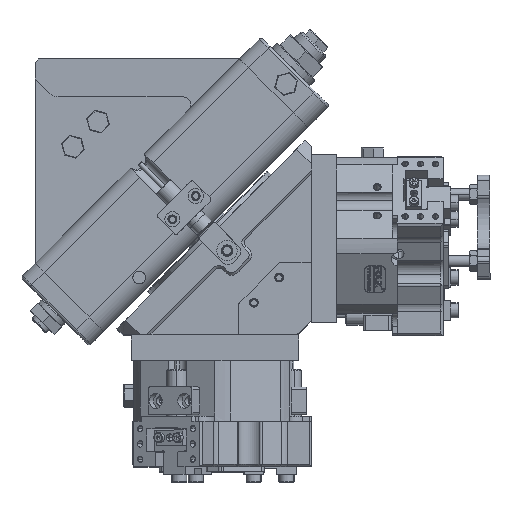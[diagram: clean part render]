
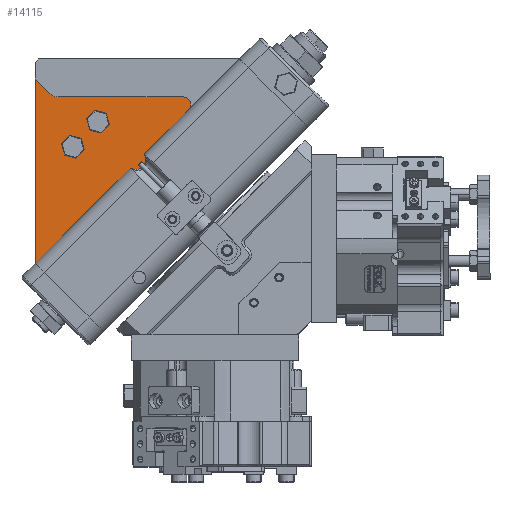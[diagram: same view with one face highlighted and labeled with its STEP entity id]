
A CAD part, top view. The second image highlights one B-rep face of the part: STEP entity #14115.
In plain terms, the highlighted planar face has unit normal (0, 0, 1).
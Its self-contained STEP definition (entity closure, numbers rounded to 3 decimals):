
#2014 = CARTESIAN_POINT ( 'NONE',  ( 58.368, 80., 73. ) ) ;
#2287 = CARTESIAN_POINT ( 'NONE',  ( 5.607, 81.464, 73. ) ) ;
#3392 = EDGE_CURVE ( 'NONE', #54667, #27162, #81430, .T. ) ;
#3455 = EDGE_CURVE ( 'NONE', #54667, #39409, #82524, .T. ) ;
#4334 = EDGE_CURVE ( 'NONE', #87788, #77651, #48300, .T. ) ;
#6770 = DIRECTION ( 'NONE',  ( 0.707, 0.707, 0. ) ) ;
#7566 = FACE_OUTER_BOUND ( 'NONE', #19275, .T. ) ;
#9785 = LINE ( 'NONE', #49103, #19878 ) ;
#10268 = AXIS2_PLACEMENT_3D ( 'NONE', #30966, #74417, #31274 ) ;
#13858 = EDGE_CURVE ( 'NONE', #72873, #16483, #23247, .T. ) ;
#13969 = VERTEX_POINT ( 'NONE', #79512 ) ;
#14115 = ADVANCED_FACE ( 'NONE', ( #7566 ), #31902, .T. ) ;
#15686 = CARTESIAN_POINT ( 'NONE',  ( 0., 14.39, 73. ) ) ;
#15933 = DIRECTION ( 'NONE',  ( 0., 0., -1. ) ) ;
#16483 = VERTEX_POINT ( 'NONE', #93291 ) ;
#18360 = DIRECTION ( 'NONE',  ( 0.707, 0.707, 0. ) ) ;
#19275 = EDGE_LOOP ( 'NONE', ( #89001, #48079, #89210, #67447, #62453, #63338, #47806, #91309, #77768, #42246, #89462 ) ) ;
#19878 = VECTOR ( 'NONE', #41239, 1000. ) ;
#22173 = EDGE_CURVE ( 'NONE', #16483, #13969, #38710, .T. ) ;
#22256 = DIRECTION ( 'NONE',  ( 0.707, 0.707, 0. ) ) ;
#23247 = CIRCLE ( 'NONE', #85613, 0.3 ) ;
#23911 = VECTOR ( 'NONE', #30635, 1000. ) ;
#24366 = DIRECTION ( 'NONE',  ( 0., 0., -1. ) ) ;
#24439 = EDGE_CURVE ( 'NONE', #72873, #77651, #52010, .T. ) ;
#25619 = DIRECTION ( 'NONE',  ( 1., 0., 0. ) ) ;
#26365 = VECTOR ( 'NONE', #43675, 1000. ) ;
#27162 = VERTEX_POINT ( 'NONE', #49005 ) ;
#27866 = CARTESIAN_POINT ( 'NONE',  ( 39.598, 55.402, 73. ) ) ;
#29176 = CARTESIAN_POINT ( 'NONE',  ( 37.619, 51.585, 73. ) ) ;
#29806 = CARTESIAN_POINT ( 'NONE',  ( 58.368, 80., 73. ) ) ;
#30635 = DIRECTION ( 'NONE',  ( 0.707, -0.707, 0. ) ) ;
#30966 = CARTESIAN_POINT ( 'NONE',  ( 58.368, 77., 73. ) ) ;
#31274 = DIRECTION ( 'NONE',  ( 0.707, 0.707, 0. ) ) ;
#31902 = PLANE ( 'NONE',  #10268 ) ;
#34796 = AXIS2_PLACEMENT_3D ( 'NONE', #38657, #73380, #51916 ) ;
#38477 = VERTEX_POINT ( 'NONE', #54139 ) ;
#38657 = CARTESIAN_POINT ( 'NONE',  ( 58.368, 77., 73. ) ) ;
#38710 = LINE ( 'NONE', #15686, #26365 ) ;
#39409 = VERTEX_POINT ( 'NONE', #44520 ) ;
#39424 = EDGE_CURVE ( 'NONE', #71506, #88148, #91072, .T. ) ;
#39998 = EDGE_CURVE ( 'NONE', #27162, #87788, #9785, .T. ) ;
#41239 = DIRECTION ( 'NONE',  ( 0.707, 0.707, 0. ) ) ;
#42246 = ORIENTED_EDGE ( 'NONE', *, *, #3455, .F. ) ;
#43047 = CARTESIAN_POINT ( 'NONE',  ( 0., 87.071, 73. ) ) ;
#43675 = DIRECTION ( 'NONE',  ( 0.707, 0.707, 0. ) ) ;
#43825 = CARTESIAN_POINT ( 'NONE',  ( 0., 87.071, 73. ) ) ;
#44240 = CARTESIAN_POINT ( 'NONE',  ( 37.407, 51.797, 73. ) ) ;
#44520 = CARTESIAN_POINT ( 'NONE',  ( 5.607, 81.464, 73. ) ) ;
#46703 = DIRECTION ( 'NONE',  ( 0., 0., 1. ) ) ;
#47630 = CARTESIAN_POINT ( 'NONE',  ( 9.142, 85., 73. ) ) ;
#47806 = ORIENTED_EDGE ( 'NONE', *, *, #39424, .F. ) ;
#48079 = ORIENTED_EDGE ( 'NONE', *, *, #4334, .T. ) ;
#48300 = CIRCLE ( 'NONE', #67709, 0.3 ) ;
#48673 = VECTOR ( 'NONE', #86736, 1000. ) ;
#49005 = CARTESIAN_POINT ( 'NONE',  ( 0., 14.39, 73. ) ) ;
#49103 = CARTESIAN_POINT ( 'NONE',  ( 0., 14.39, 73. ) ) ;
#50210 = DIRECTION ( 'NONE',  ( -0.707, -0.707, 0. ) ) ;
#51916 = DIRECTION ( 'NONE',  ( 0.707, 0.707, 0. ) ) ;
#52010 = CIRCLE ( 'NONE', #70460, 4. ) ;
#54139 = CARTESIAN_POINT ( 'NONE',  ( 9.142, 80., 73. ) ) ;
#54667 = VERTEX_POINT ( 'NONE', #43047 ) ;
#56484 = CARTESIAN_POINT ( 'NONE',  ( 60.489, 79.121, 73. ) ) ;
#56840 = CARTESIAN_POINT ( 'NONE',  ( 43.415, 57.381, 73. ) ) ;
#57287 = AXIS2_PLACEMENT_3D ( 'NONE', #66954, #24366, #74782 ) ;
#62453 = ORIENTED_EDGE ( 'NONE', *, *, #22173, .T. ) ;
#63338 = ORIENTED_EDGE ( 'NONE', *, *, #87271, .F. ) ;
#65211 = EDGE_CURVE ( 'NONE', #38477, #71506, #76219, .T. ) ;
#65420 = AXIS2_PLACEMENT_3D ( 'NONE', #47630, #46703, #18360 ) ;
#66954 = CARTESIAN_POINT ( 'NONE',  ( 58.368, 77., 73. ) ) ;
#67447 = ORIENTED_EDGE ( 'NONE', *, *, #13858, .T. ) ;
#67709 = AXIS2_PLACEMENT_3D ( 'NONE', #29176, #78710, #22256 ) ;
#70460 = AXIS2_PLACEMENT_3D ( 'NONE', #27866, #15933, #50210 ) ;
#71121 = CIRCLE ( 'NONE', #34796, 3. ) ;
#71506 = VERTEX_POINT ( 'NONE', #29806 ) ;
#72873 = VERTEX_POINT ( 'NONE', #78087 ) ;
#73380 = DIRECTION ( 'NONE',  ( 0., 0., -1. ) ) ;
#74417 = DIRECTION ( 'NONE',  ( 0., 0., 1. ) ) ;
#74782 = DIRECTION ( 'NONE',  ( 0.707, 0.707, 0. ) ) ;
#76219 = LINE ( 'NONE', #2014, #86348 ) ;
#77651 = VERTEX_POINT ( 'NONE', #78949 ) ;
#77768 = ORIENTED_EDGE ( 'NONE', *, *, #91360, .F. ) ;
#78087 = CARTESIAN_POINT ( 'NONE',  ( 43.149, 57.243, 73. ) ) ;
#78467 = CIRCLE ( 'NONE', #65420, 5. ) ;
#78710 = DIRECTION ( 'NONE',  ( 0., 0., -1. ) ) ;
#78949 = CARTESIAN_POINT ( 'NONE',  ( 37.757, 51.851, 73. ) ) ;
#79512 = CARTESIAN_POINT ( 'NONE',  ( 60.489, 74.879, 73. ) ) ;
#81430 = LINE ( 'NONE', #43825, #48673 ) ;
#82524 = LINE ( 'NONE', #2287, #23911 ) ;
#85613 = AXIS2_PLACEMENT_3D ( 'NONE', #56840, #92834, #6770 ) ;
#86348 = VECTOR ( 'NONE', #25619, 1000. ) ;
#86736 = DIRECTION ( 'NONE',  ( 0., -1., 0. ) ) ;
#87271 = EDGE_CURVE ( 'NONE', #88148, #13969, #71121, .T. ) ;
#87788 = VERTEX_POINT ( 'NONE', #44240 ) ;
#88148 = VERTEX_POINT ( 'NONE', #56484 ) ;
#89001 = ORIENTED_EDGE ( 'NONE', *, *, #39998, .T. ) ;
#89210 = ORIENTED_EDGE ( 'NONE', *, *, #24439, .F. ) ;
#89462 = ORIENTED_EDGE ( 'NONE', *, *, #3392, .T. ) ;
#91072 = CIRCLE ( 'NONE', #57287, 3. ) ;
#91309 = ORIENTED_EDGE ( 'NONE', *, *, #65211, .F. ) ;
#91360 = EDGE_CURVE ( 'NONE', #39409, #38477, #78467, .T. ) ;
#92834 = DIRECTION ( 'NONE',  ( 0., 0., -1. ) ) ;
#93291 = CARTESIAN_POINT ( 'NONE',  ( 43.203, 57.593, 73. ) ) ;
